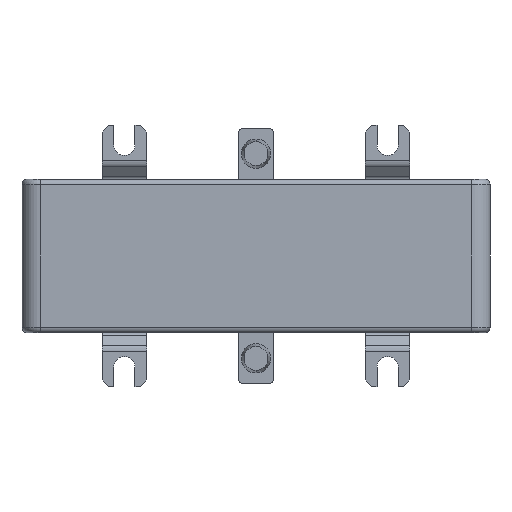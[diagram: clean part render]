
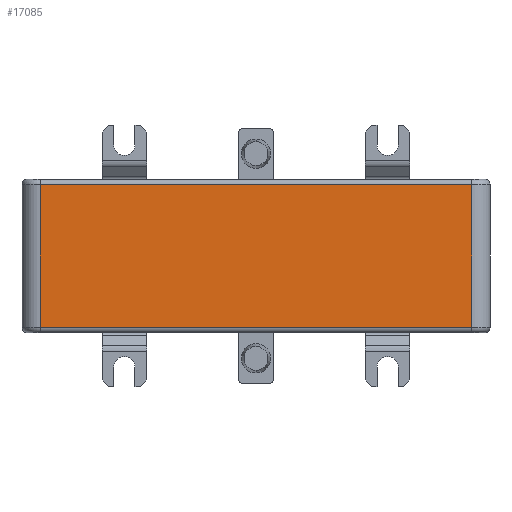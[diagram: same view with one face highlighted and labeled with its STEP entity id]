
A CAD part, front view. The second image highlights one B-rep face of the part: STEP entity #17085.
In plain terms, the highlighted planar face has unit normal (0, -1, 0).
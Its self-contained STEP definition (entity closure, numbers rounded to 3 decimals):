
#514 = ORIENTED_EDGE ( 'NONE', *, *, #15107, .T. ) ;
#803 = DIRECTION ( 'NONE',  ( 1., 0., 0. ) ) ;
#816 = DIRECTION ( 'NONE',  ( 0., 0., 1. ) ) ;
#1063 = CARTESIAN_POINT ( 'NONE',  ( 59., -72.5, 19.5 ) ) ;
#1915 = CARTESIAN_POINT ( 'NONE',  ( -59., -72.5, -19.5 ) ) ;
#2482 = ORIENTED_EDGE ( 'NONE', *, *, #5905, .T. ) ;
#3318 = EDGE_CURVE ( 'NONE', #9176, #9674, #18416, .T. ) ;
#4139 = CARTESIAN_POINT ( 'NONE',  ( 0., -72.5, 21. ) ) ;
#4208 = CARTESIAN_POINT ( 'NONE',  ( 0., -72.5, -19.5 ) ) ;
#5135 = VERTEX_POINT ( 'NONE', #1915 ) ;
#5208 = EDGE_CURVE ( 'NONE', #9674, #8229, #6729, .T. ) ;
#5839 = PLANE ( 'NONE',  #11115 ) ;
#5905 = EDGE_CURVE ( 'NONE', #8229, #5135, #7758, .T. ) ;
#6189 = VECTOR ( 'NONE', #16479, 1000. ) ;
#6514 = ORIENTED_EDGE ( 'NONE', *, *, #5208, .T. ) ;
#6729 = LINE ( 'NONE', #14859, #6189 ) ;
#7758 = LINE ( 'NONE', #15328, #15396 ) ;
#8229 = VERTEX_POINT ( 'NONE', #12431 ) ;
#9176 = VERTEX_POINT ( 'NONE', #17428 ) ;
#9674 = VERTEX_POINT ( 'NONE', #1063 ) ;
#10558 = FACE_OUTER_BOUND ( 'NONE', #13337, .T. ) ;
#10628 = DIRECTION ( 'NONE',  ( 0., 1., 0. ) ) ;
#10949 = CARTESIAN_POINT ( 'NONE',  ( 59., -72.5, 21. ) ) ;
#11115 = AXIS2_PLACEMENT_3D ( 'NONE', #4139, #10628, #816 ) ;
#12066 = VECTOR ( 'NONE', #803, 1000. ) ;
#12372 = DIRECTION ( 'NONE',  ( 0., 0., -1. ) ) ;
#12431 = CARTESIAN_POINT ( 'NONE',  ( -59., -72.5, 19.5 ) ) ;
#12512 = DIRECTION ( 'NONE',  ( 0., 0., 1. ) ) ;
#13337 = EDGE_LOOP ( 'NONE', ( #2482, #514, #14997, #6514 ) ) ;
#14859 = CARTESIAN_POINT ( 'NONE',  ( -59., -72.5, 19.5 ) ) ;
#14997 = ORIENTED_EDGE ( 'NONE', *, *, #3318, .T. ) ;
#15107 = EDGE_CURVE ( 'NONE', #5135, #9176, #20082, .T. ) ;
#15328 = CARTESIAN_POINT ( 'NONE',  ( -59., -72.5, 21. ) ) ;
#15396 = VECTOR ( 'NONE', #12372, 1000. ) ;
#16479 = DIRECTION ( 'NONE',  ( -1., 0., 0. ) ) ;
#17085 = ADVANCED_FACE ( 'NONE', ( #10558 ), #5839, .F. ) ;
#17428 = CARTESIAN_POINT ( 'NONE',  ( 59., -72.5, -19.5 ) ) ;
#17962 = VECTOR ( 'NONE', #12512, 1000. ) ;
#18416 = LINE ( 'NONE', #10949, #17962 ) ;
#20082 = LINE ( 'NONE', #4208, #12066 ) ;
